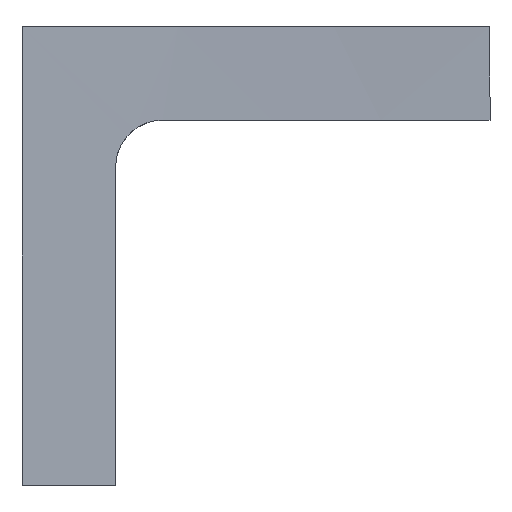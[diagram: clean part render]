
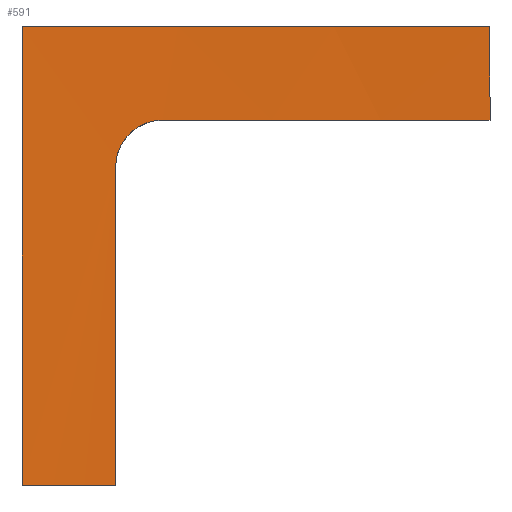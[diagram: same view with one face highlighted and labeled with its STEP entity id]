
A CAD part, front view. The second image highlights one B-rep face of the part: STEP entity #591.
In plain terms, the highlighted cylindrical face has radius 634 mm (diameter 1268 mm), a partial arc.
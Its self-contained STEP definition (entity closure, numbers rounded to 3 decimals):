
#373=CARTESIAN_POINT('',(-5.,625.684,39.));
#374=VERTEX_POINT('',#373);
#375=CARTESIAN_POINT('',(30.,625.823,39.0));
#376=VERTEX_POINT('',#375);
#377=CARTESIAN_POINT('',(15.,-8.,39.));
#378=DIRECTION('',(0.0,0.0,-1.0));
#379=DIRECTION('',(-1.0,0.0,0.0));
#380=AXIS2_PLACEMENT_3D('',#377,#378,#379);
#381=CIRCLE('',#380,634.0);
#382=EDGE_CURVE('',#374,#376,#381,.T.);
#422=CARTESIAN_POINT('',(-10.,625.507,0.));
#423=VERTEX_POINT('',#422);
#424=CARTESIAN_POINT('',(-10.0,625.507,34.0));
#425=VERTEX_POINT('',#424);
#426=CARTESIAN_POINT('',(-10.,625.507,0.));
#427=DIRECTION('',(0.0,0.0,1.0));
#428=VECTOR('',#427,34.);
#429=LINE('',#426,#428);
#430=EDGE_CURVE('',#423,#425,#429,.T.);
#466=CARTESIAN_POINT('',(-10.0,625.507,34.0));
#467=CARTESIAN_POINT('',(-10.0,625.507,34.628));
#468=CARTESIAN_POINT('',(-9.875,625.512,35.297));
#469=CARTESIAN_POINT('',(-9.364,625.532,36.529));
#470=CARTESIAN_POINT('',(-8.98,625.547,37.091));
#471=CARTESIAN_POINT('',(-8.092,625.579,37.979));
#472=CARTESIAN_POINT('',(-7.53,625.6,38.364));
#473=CARTESIAN_POINT('',(-6.298,625.642,38.875));
#474=CARTESIAN_POINT('',(-5.628,625.665,39.));
#475=CARTESIAN_POINT('',(-5.,625.684,39.));
#476=B_SPLINE_CURVE_WITH_KNOTS('',3,(#466,#467,#468,#469,#470,#471,#472,#473,#474,#475),.UNSPECIFIED.,.F.,.U.,(4,2,2,2,4),(1.507,1.695,1.884,2.072,2.261),.UNSPECIFIED.);
#477=EDGE_CURVE('',#425,#374,#476,.T.);
#505=CARTESIAN_POINT('',(30.,625.823,49.0));
#506=VERTEX_POINT('',#505);
#513=CARTESIAN_POINT('',(30.,625.823,39.0));
#514=DIRECTION('',(0.0,0.0,1.0));
#515=VECTOR('',#514,10.0);
#516=LINE('',#513,#515);
#517=EDGE_CURVE('',#376,#506,#516,.T.);
#556=CARTESIAN_POINT('',(15.,-8.,0.0));
#557=DIRECTION('',(0.0,0.0,1.0));
#558=DIRECTION('',(-1.0,0.0,0.0));
#559=AXIS2_PLACEMENT_3D('',#556,#557,#558);
#560=CYLINDRICAL_SURFACE('',#559,634.0);
#561=ORIENTED_EDGE('',*,*,#382,.T.);
#562=ORIENTED_EDGE('',*,*,#517,.T.);
#563=CARTESIAN_POINT('',(-20.0,625.033,49.0));
#564=VERTEX_POINT('',#563);
#565=CARTESIAN_POINT('',(15.,-8.,49.0));
#566=DIRECTION('',(0.0,0.0,1.0));
#567=DIRECTION('',(-1.0,0.0,0.0));
#568=AXIS2_PLACEMENT_3D('',#565,#566,#567);
#569=CIRCLE('',#568,634.0);
#570=EDGE_CURVE('',#506,#564,#569,.T.);
#571=ORIENTED_EDGE('',*,*,#570,.T.);
#572=CARTESIAN_POINT('',(-20.0,625.033,0.0));
#573=VERTEX_POINT('',#572);
#574=CARTESIAN_POINT('',(-20.0,625.033,0.0));
#575=DIRECTION('',(0.0,0.0,1.0));
#576=VECTOR('',#575,49.0);
#577=LINE('',#574,#576);
#578=EDGE_CURVE('',#573,#564,#577,.T.);
#579=ORIENTED_EDGE('',*,*,#578,.F.);
#580=CARTESIAN_POINT('',(15.,-8.,0.0));
#581=DIRECTION('',(0.0,0.0,-1.0));
#582=DIRECTION('',(-1.0,0.0,0.0));
#583=AXIS2_PLACEMENT_3D('',#580,#581,#582);
#584=CIRCLE('',#583,634.0);
#585=EDGE_CURVE('',#573,#423,#584,.T.);
#586=ORIENTED_EDGE('',*,*,#585,.T.);
#587=ORIENTED_EDGE('',*,*,#430,.T.);
#588=ORIENTED_EDGE('',*,*,#477,.T.);
#589=EDGE_LOOP('',(#561,#562,#571,#579,#586,#587,#588));
#590=FACE_OUTER_BOUND('',#589,.T.);
#591=ADVANCED_FACE('',(#590),#560,.F.);
